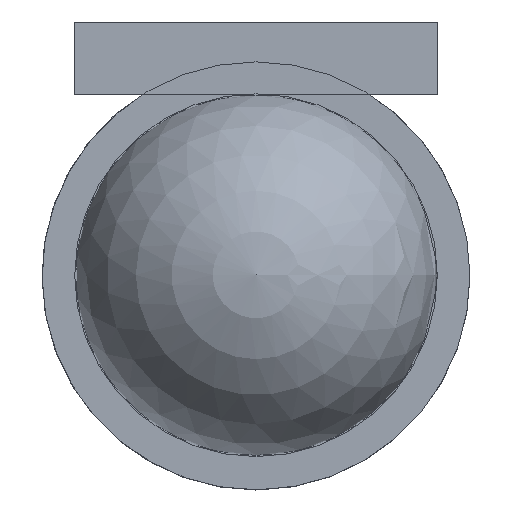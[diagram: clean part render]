
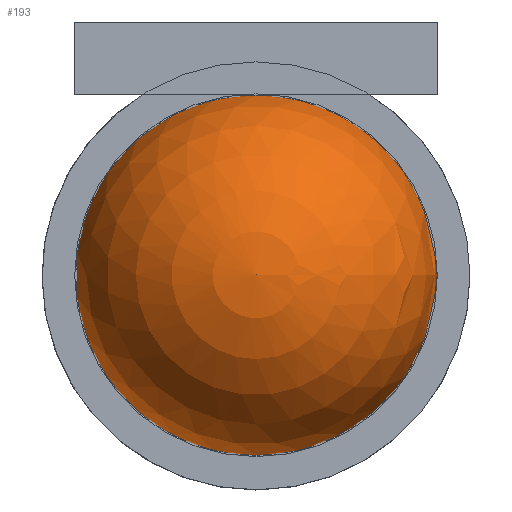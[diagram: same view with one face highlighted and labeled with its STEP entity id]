
A CAD part, top view. The second image highlights one B-rep face of the part: STEP entity #193.
In plain terms, the highlighted spherical face has radius 2.5 mm.
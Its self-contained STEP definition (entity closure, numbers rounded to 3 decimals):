
#193 = ADVANCED_FACE('',(#194),#198,.T.);
#194 = FACE_BOUND('',#195,.T.);
#195 = VERTEX_LOOP('',#196);
#196 = VERTEX_POINT('',#197);
#197 = CARTESIAN_POINT('',(0.,0.,-2.5)
  );
#198 = SPHERICAL_SURFACE('',#199,2.5);
#199 = AXIS2_PLACEMENT_3D('',#200,#201,#202);
#200 = CARTESIAN_POINT('',(0.,0.,0.));
#201 = DIRECTION('',(0.,0.,1.));
#202 = DIRECTION('',(1.,0.,-0.));
